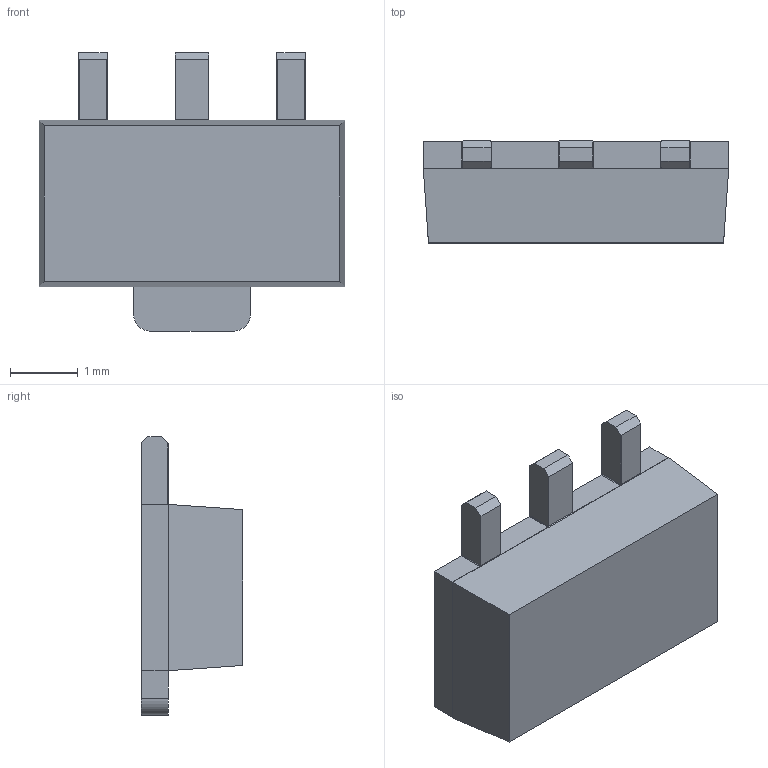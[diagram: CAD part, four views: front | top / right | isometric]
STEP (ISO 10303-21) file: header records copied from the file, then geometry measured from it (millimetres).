
FILE_DESCRIPTION(/* description */ ('Unknown'),/* implementation_level */ '2;1');
FILE_NAME(/* name */ 'L78L33ACUTR',/* time_stamp */ '2023-07-24T08:27:33+02:00',/* author */ ('Unknown'),/* organization */ ('Unknown'),/* preprocessor_version */ 'ST-DEVELOPER v18.102',/* originating_system */ 'Solid Edge',/* authorisation */ 'Unknown');
FILE_SCHEMA (('AUTOMOTIVE_DESIGN {1 0 10303 214 3 1 1}'));
Length unit declared in the file: millimetre
Products named in the file (1): L78L33ACUTR
Bounding box: 4.5 x 1.5 x 4.1 mm (x, y, z)
Volume: 16.8 mm3; surface area: 48.9 mm2
Topology: 1 solids, 1 shells, 75 faces, 209 edges, 136 vertices
Faces by surface type: plane 48, cylinder 23, bspline 4
Entity records: 2982 total; most frequent: CARTESIAN_POINT 513, ORIENTED_EDGE 418, DIRECTION 383, EDGE_CURVE 209, LINE 147, VECTOR 147, VERTEX_POINT 136, AXIS2_PLACEMENT_3D 118
